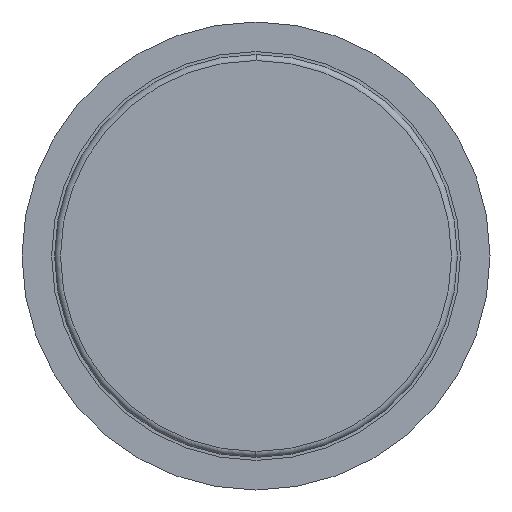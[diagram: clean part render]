
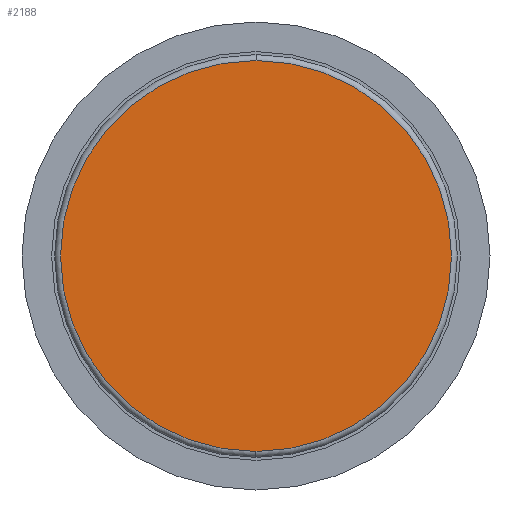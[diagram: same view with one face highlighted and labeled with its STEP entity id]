
A CAD part, front view. The second image highlights one B-rep face of the part: STEP entity #2188.
In plain terms, the highlighted planar face has unit normal (0, -1, 0).
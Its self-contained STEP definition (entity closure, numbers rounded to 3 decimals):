
#197 = AXIS2_PLACEMENT_3D ( 'NONE', #912, #659, #3192 ) ;
#286 = DIRECTION ( 'NONE',  ( 0., 0., 1. ) ) ;
#393 = CIRCLE ( 'NONE', #654, 33. ) ;
#417 = FACE_OUTER_BOUND ( 'NONE', #2685, .T. ) ;
#579 = CARTESIAN_POINT ( 'NONE',  ( 0., 0., 33. ) ) ;
#654 = AXIS2_PLACEMENT_3D ( 'NONE', #3024, #1760, #966 ) ;
#659 = DIRECTION ( 'NONE',  ( 0., -1., 0. ) ) ;
#769 = VERTEX_POINT ( 'NONE', #579 ) ;
#912 = CARTESIAN_POINT ( 'NONE',  ( -33.366, 0., -33. ) ) ;
#966 = DIRECTION ( 'NONE',  ( 0., 0., 1. ) ) ;
#1233 = VERTEX_POINT ( 'NONE', #1795 ) ;
#1479 = AXIS2_PLACEMENT_3D ( 'NONE', #2703, #2568, #286 ) ;
#1543 = EDGE_CURVE ( 'NONE', #769, #1233, #393, .T. ) ;
#1751 = CIRCLE ( 'NONE', #1479, 33. ) ;
#1760 = DIRECTION ( 'NONE',  ( 0., -1., 0. ) ) ;
#1795 = CARTESIAN_POINT ( 'NONE',  ( 0., 0., -33. ) ) ;
#1874 = ORIENTED_EDGE ( 'NONE', *, *, #3242, .T. ) ;
#2174 = PLANE ( 'NONE',  #197 ) ;
#2188 = ADVANCED_FACE ( 'NONE', ( #417 ), #2174, .T. ) ;
#2568 = DIRECTION ( 'NONE',  ( 0., -1., 0. ) ) ;
#2685 = EDGE_LOOP ( 'NONE', ( #2992, #1874 ) ) ;
#2703 = CARTESIAN_POINT ( 'NONE',  ( 0., 0., 0. ) ) ;
#2992 = ORIENTED_EDGE ( 'NONE', *, *, #1543, .T. ) ;
#3024 = CARTESIAN_POINT ( 'NONE',  ( 0., 0., 0. ) ) ;
#3192 = DIRECTION ( 'NONE',  ( 1., 0., 0. ) ) ;
#3242 = EDGE_CURVE ( 'NONE', #1233, #769, #1751, .T. ) ;
